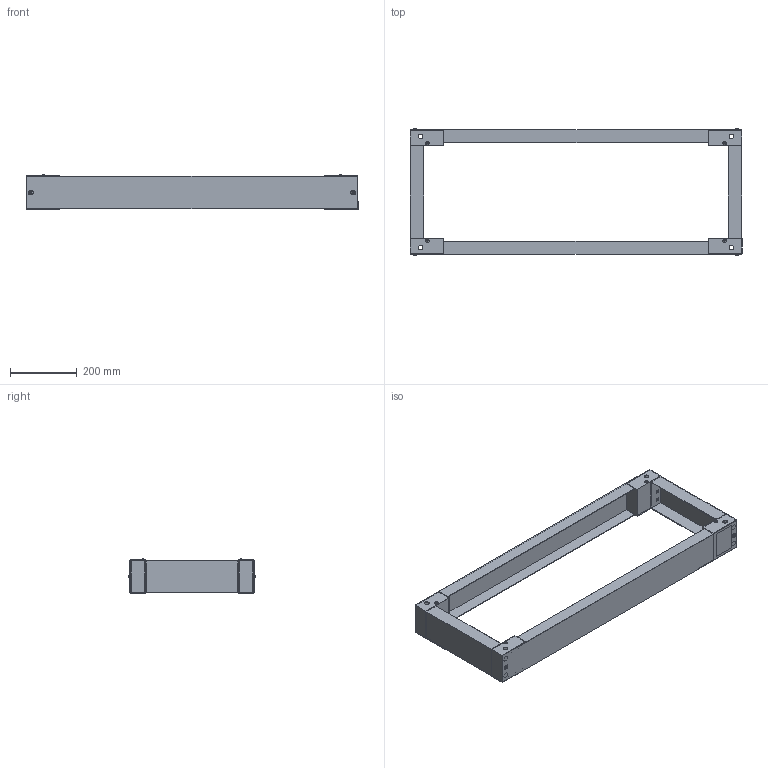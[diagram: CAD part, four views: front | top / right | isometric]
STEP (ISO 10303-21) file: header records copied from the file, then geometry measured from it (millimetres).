
FILE_DESCRIPTION (( 'STEP AP214' ), '1' );
FILE_NAME ('QTA-P011004C.STEP', '2021-06-28T18:20:22', ( '' ), ( '' ), 'SwSTEP 2.0', 'SolidWorks 2021', '' );
FILE_SCHEMA (( 'AUTOMOTIVE_DESIGN' ));
Length unit declared in the file: inch
Products named in the file (1): QTA-P011004C
Bounding box: 998 x 380.4 x 103.74 mm (x, y, z)
Volume: 1097118.9 mm3; surface area: 1118051.4 mm2
Topology: 24 solids, 24 shells, 854 faces, 2212 edges, 1436 vertices
Faces by surface type: plane 554, cylinder 264, cone 24, bspline 12
Full cylindrical faces by diameter (mm): 4.25 x8, 4.917 x4, 5 x4, 6 x4, 7 x8, 10 x4, 14 x12, 15.5 x8
Entity records: 38087 total; most frequent: CARTESIAN_POINT 5863, ORIENTED_EDGE 4280, DIRECTION 4114, EDGE_CURVE 2140, VECTOR 1580, LINE 1580, VERTEX_POINT 1428, AXIS2_PLACEMENT_3D 1267
